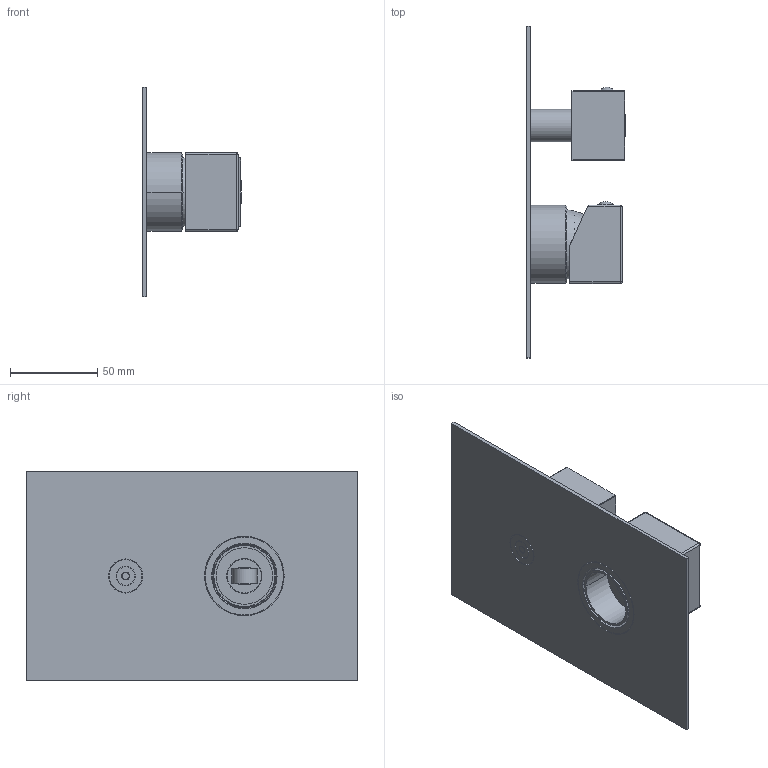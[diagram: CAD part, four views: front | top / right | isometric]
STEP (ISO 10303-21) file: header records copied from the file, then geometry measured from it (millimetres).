
FILE_DESCRIPTION((''),'2;1');
FILE_NAME('LEC018CR-M','2021-11-02T16:03:19',('ut3'),('PAFFONI SpA'),'CREO PARAMETRIC BY PTC INC, 2020044','CREO PARAMETRIC BY PTC INC, 2020044','');
FILE_SCHEMA(('CONFIG_CONTROL_DESIGN','SHAPE_APPEARANCE_LAYERS_GROUPS'));
Length unit declared in the file: millimetre
Products named in the file (1): LEC018CR-M
Bounding box: 56.39 x 190 x 120 mm (x, y, z)
Volume: 128850.2 mm3; surface area: 97613.3 mm2
Topology: 4 solids, 4 shells, 989 faces, 2643 edges, 1680 vertices
Faces by surface type: plane 587, cylinder 244, torus 80, cone 68, sphere 8, bspline 2
Entity records: 40252 total; most frequent: CARTESIAN_POINT 8780, ORIENTED_EDGE 5266, DIRECTION 4953, EDGE_CURVE 2633, AXIS2_PLACEMENT_3D 1728, VERTEX_POINT 1680, VECTOR 1497, LINE 1497
